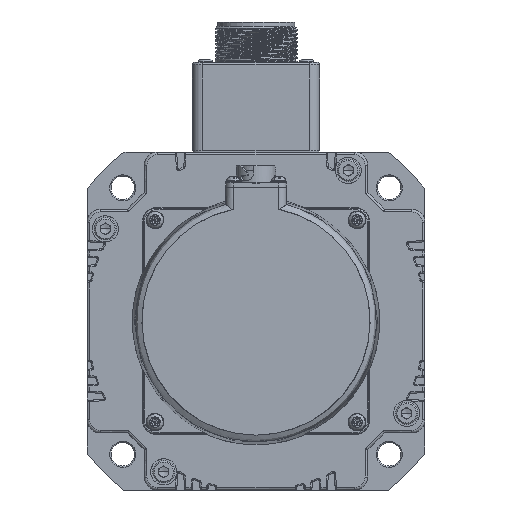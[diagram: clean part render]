
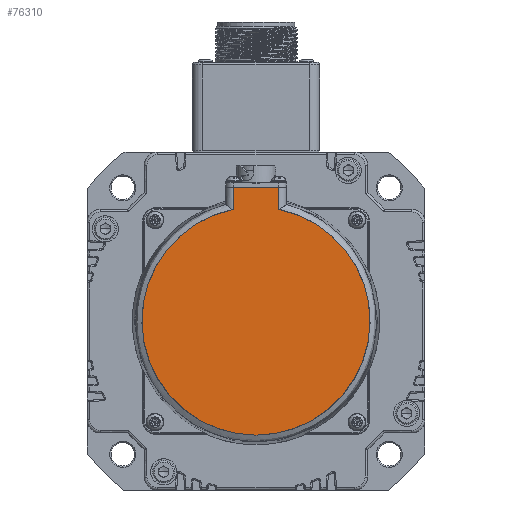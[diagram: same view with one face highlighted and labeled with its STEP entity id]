
A CAD part, front view. The second image highlights one B-rep face of the part: STEP entity #76310.
In plain terms, the highlighted planar face has unit normal (0, -1, 0).
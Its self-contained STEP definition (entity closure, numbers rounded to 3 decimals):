
#71094=CARTESIAN_POINT('',(-8.67,-60.,-21.97));
#71095=VERTEX_POINT('',#71094);
#71103=CARTESIAN_POINT('',(-8.67,-60.,-13.5));
#71104=VERTEX_POINT('',#71103);
#71105=CARTESIAN_POINT('',(-8.67,-60.,-21.97));
#71106=DIRECTION('',(0.,0.,1.));
#71107=VECTOR('',#71106,8.47);
#71108=LINE('',#71105,#71107);
#71109=EDGE_CURVE('',#71095,#71104,#71108,.T.);
#71339=CARTESIAN_POINT('',(8.67,-60.,-13.5));
#71340=VERTEX_POINT('',#71339);
#71348=CARTESIAN_POINT('',(8.67,-60.,-21.97));
#71349=VERTEX_POINT('',#71348);
#71350=CARTESIAN_POINT('',(8.67,-60.,-13.5));
#71351=DIRECTION('',(0.,0.,-1.));
#71352=VECTOR('',#71351,8.47);
#71353=LINE('',#71350,#71352);
#71354=EDGE_CURVE('',#71340,#71349,#71353,.T.);
#76281=CARTESIAN_POINT('',(0.,-60.,-65.));
#76282=DIRECTION('',(0.198,0.,0.98));
#76283=DIRECTION('',(0.,1.,0.));
#76284=AXIS2_PLACEMENT_3D('',#76281,#76283,#76282);
#76285=CIRCLE('',#76284,43.895);
#76286=EDGE_CURVE('',#71349,#71095,#76285,.T.);
#76294=CARTESIAN_POINT('',(0.,-60.,-61.483));
#76295=DIRECTION('',(0.,0.,-1.));
#76296=DIRECTION('',(0.,-1.,0.));
#76297=AXIS2_PLACEMENT_3D('',#76294,#76296,#76295);
#76298=PLANE('',#76297);
#76299=ORIENTED_EDGE('',*,*,#76286,.F.);
#76300=ORIENTED_EDGE('',*,*,#71354,.F.);
#76301=CARTESIAN_POINT('',(8.67,-60.,-13.5));
#76302=DIRECTION('',(-1.,0.,0.));
#76303=VECTOR('',#76302,17.34);
#76304=LINE('',#76301,#76303);
#76305=EDGE_CURVE('',#71340,#71104,#76304,.T.);
#76306=ORIENTED_EDGE('',*,*,#76305,.T.);
#76307=ORIENTED_EDGE('',*,*,#71109,.F.);
#76308=EDGE_LOOP('',(#76299,#76300,#76306,#76307));
#76309=FACE_OUTER_BOUND('',#76308,.T.);
#76310=ADVANCED_FACE('',(#76309),#76298,.T.);
